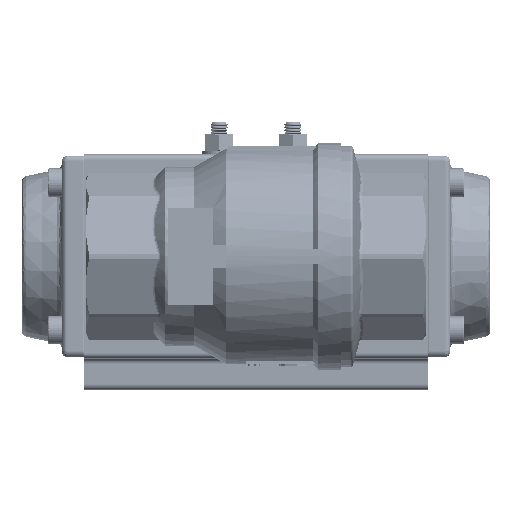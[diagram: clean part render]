
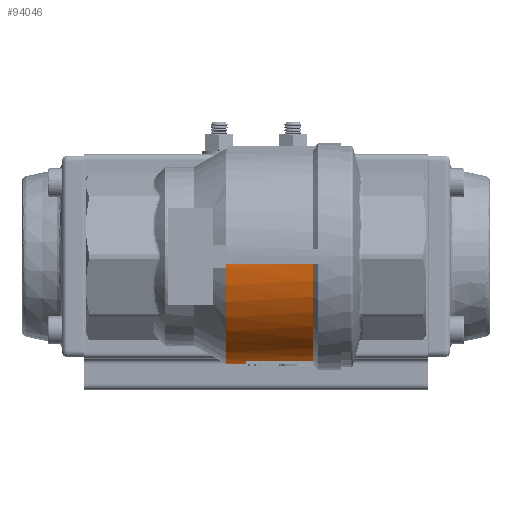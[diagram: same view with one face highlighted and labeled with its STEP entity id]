
A CAD part, front view. The second image highlights one B-rep face of the part: STEP entity #94046.
In plain terms, the highlighted cylindrical face has radius 38 mm (diameter 76 mm), a partial arc.
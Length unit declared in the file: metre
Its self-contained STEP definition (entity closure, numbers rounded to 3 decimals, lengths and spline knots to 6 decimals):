
#2049 = CIRCLE ( 'NONE', #83113, 0.038 ) ;
#2190 = EDGE_CURVE ( 'NONE', #73352, #7602, #39122, .T. ) ;
#3045 = ORIENTED_EDGE ( 'NONE', *, *, #90399, .T. ) ;
#4257 = DIRECTION ( 'NONE',  ( -1., 0., 0. ) ) ;
#4359 = CARTESIAN_POINT ( 'NONE',  ( -0.0035, 0., -0.038 ) ) ;
#7602 = VERTEX_POINT ( 'NONE', #76789 ) ;
#7945 = CARTESIAN_POINT ( 'NONE',  ( 0.016968, 0.037334, -0.007621 ) ) ;
#7997 = CIRCLE ( 'NONE', #96309, 0.038 ) ;
#11183 = ORIENTED_EDGE ( 'NONE', *, *, #2190, .T. ) ;
#12551 = EDGE_CURVE ( 'NONE', #147976, #97414, #113134, .T. ) ;
#13015 = DIRECTION ( 'NONE',  ( -1., 0., 0. ) ) ;
#14275 = VECTOR ( 'NONE', #213743, 1. ) ;
#14475 = ORIENTED_EDGE ( 'NONE', *, *, #129064, .T. ) ;
#16219 = LINE ( 'NONE', #35804, #215456 ) ;
#16817 = EDGE_LOOP ( 'NONE', ( #67321, #11183, #73698, #57609, #38475, #14475, #3045, #137698, #165654, #171999, #79034 ) ) ;
#20726 = CARTESIAN_POINT ( 'NONE',  ( -0.006196, 0.0341, -0.016802 ) ) ;
#21787 = CARTESIAN_POINT ( 'NONE',  ( 0.018312, 0.037918, -0.0025 ) ) ;
#29554 = DIRECTION ( 'NONE',  ( 0., -1., 0. ) ) ;
#34197 = DIRECTION ( 'NONE',  ( 0., -1., 0. ) ) ;
#35804 = CARTESIAN_POINT ( 'NONE',  ( -0.0035, -0.0085, -0.037037 ) ) ;
#37279 = CIRCLE ( 'NONE', #144139, 0.038 ) ;
#37463 = DIRECTION ( 'NONE',  ( 0., -1., 0. ) ) ;
#37609 = DIRECTION ( 'NONE',  ( -1., 0., 0. ) ) ;
#38475 = ORIENTED_EDGE ( 'NONE', *, *, #100711, .T. ) ;
#39122 = LINE ( 'NONE', #21787, #58436 ) ;
#39519 = CARTESIAN_POINT ( 'NONE',  ( -0.0035, 0., 0. ) ) ;
#41266 = FACE_OUTER_BOUND ( 'NONE', #16817, .T. ) ;
#44614 = CARTESIAN_POINT ( 'NONE',  ( -0.010542, 0., 0. ) ) ;
#45537 = EDGE_CURVE ( 'NONE', #7602, #152190, #37279, .T. ) ;
#48865 = VERTEX_POINT ( 'NONE', #157834 ) ;
#52666 = CARTESIAN_POINT ( 'NONE',  ( 0.02, 0., 0. ) ) ;
#57609 = ORIENTED_EDGE ( 'NONE', *, *, #118191, .T. ) ;
#58436 = VECTOR ( 'NONE', #145235, 1. ) ;
#61956 = DIRECTION ( 'NONE',  ( -1., 0., 0. ) ) ;
#67321 = ORIENTED_EDGE ( 'NONE', *, *, #166683, .F. ) ;
#68866 = EDGE_CURVE ( 'NONE', #48865, #75293, #181772, .T. ) ;
#70443 = VECTOR ( 'NONE', #128737, 1. ) ;
#71835 = LINE ( 'NONE', #198743, #14275 ) ;
#73352 = VERTEX_POINT ( 'NONE', #107353 ) ;
#73698 = ORIENTED_EDGE ( 'NONE', *, *, #45537, .T. ) ;
#75293 = VERTEX_POINT ( 'NONE', #193627 ) ;
#76789 = CARTESIAN_POINT ( 'NONE',  ( 0.02, 0.037918, -0.0025 ) ) ;
#79034 = ORIENTED_EDGE ( 'NONE', *, *, #68866, .F. ) ;
#83113 = AXIS2_PLACEMENT_3D ( 'NONE', #128685, #37609, #142589 ) ;
#90399 = EDGE_CURVE ( 'NONE', #116326, #147976, #16219, .T. ) ;
#91656 = DIRECTION ( 'NONE',  ( 1., 0., 0. ) ) ;
#93380 = CARTESIAN_POINT ( 'NONE',  ( 0.012925, 0.035756, -0.013378 ) ) ;
#94046 = ADVANCED_FACE ( 'NONE', ( #41266 ), #95434, .T. ) ;
#94125 = LINE ( 'NONE', #195757, #70443 ) ;
#95434 = CYLINDRICAL_SURFACE ( 'NONE', #139331, 0.038 ) ;
#96309 = AXIS2_PLACEMENT_3D ( 'NONE', #39519, #182548, #180280 ) ;
#97414 = VERTEX_POINT ( 'NONE', #136956 ) ;
#100711 = EDGE_CURVE ( 'NONE', #213069, #124212, #7997, .T. ) ;
#103818 = CARTESIAN_POINT ( 'NONE',  ( 0.02, -0.0085, -0.037037 ) ) ;
#103958 = DIRECTION ( 'NONE',  ( 1., 0., 0. ) ) ;
#105728 = AXIS2_PLACEMENT_3D ( 'NONE', #52666, #176102, #34197 ) ;
#107353 = CARTESIAN_POINT ( 'NONE',  ( 0.018312, 0.037918, -0.0025 ) ) ;
#112997 = CARTESIAN_POINT ( 'NONE',  ( -0.010542, 0.035148, -0.014443 ) ) ;
#113134 = CIRCLE ( 'NONE', #105728, 0.038 ) ;
#116326 = VERTEX_POINT ( 'NONE', #165564 ) ;
#118191 = EDGE_CURVE ( 'NONE', #152190, #213069, #94125, .T. ) ;
#118832 = VERTEX_POINT ( 'NONE', #190611 ) ;
#124212 = VERTEX_POINT ( 'NONE', #4359 ) ;
#126569 = CARTESIAN_POINT ( 'NONE',  ( 0.02, 0., 0. ) ) ;
#128011 = CARTESIAN_POINT ( 'NONE',  ( -0.000937, 0.03356, -0.017821 ) ) ;
#128685 = CARTESIAN_POINT ( 'NONE',  ( -0.0035, 0., 0. ) ) ;
#128737 = DIRECTION ( 'NONE',  ( -1., 0., 0. ) ) ;
#129064 = EDGE_CURVE ( 'NONE', #124212, #116326, #2049, .T. ) ;
#129132 = CARTESIAN_POINT ( 'NONE',  ( 0.006536, 0.033949, -0.017098 ) ) ;
#131398 = CARTESIAN_POINT ( 'NONE',  ( 0.01805, 0.037803, -0.004234 ) ) ;
#131495 = EDGE_CURVE ( 'NONE', #75293, #118832, #204645, .T. ) ;
#136956 = CARTESIAN_POINT ( 'NONE',  ( 0.02, -0.037918, -0.0025 ) ) ;
#137698 = ORIENTED_EDGE ( 'NONE', *, *, #12551, .T. ) ;
#139331 = AXIS2_PLACEMENT_3D ( 'NONE', #160882, #91656, #37463 ) ;
#142589 = DIRECTION ( 'NONE',  ( 0., -1., 0. ) ) ;
#143842 = DIRECTION ( 'NONE',  ( 0., -1., 0. ) ) ;
#144139 = AXIS2_PLACEMENT_3D ( 'NONE', #126569, #4257, #143842 ) ;
#145235 = DIRECTION ( 'NONE',  ( 1., 0., 0. ) ) ;
#145287 = CARTESIAN_POINT ( 'NONE',  ( -0.0035, 0.0085, -0.037037 ) ) ;
#147976 = VERTEX_POINT ( 'NONE', #103818 ) ;
#149280 = AXIS2_PLACEMENT_3D ( 'NONE', #171118, #13015, #187285 ) ;
#152190 = VERTEX_POINT ( 'NONE', #162359 ) ;
#157834 = CARTESIAN_POINT ( 'NONE',  ( -0.010542, 0.035148, -0.014443 ) ) ;
#160168 = EDGE_CURVE ( 'NONE', #97414, #118832, #71835, .T. ) ;
#160882 = CARTESIAN_POINT ( 'NONE',  ( 0.004729, 0., 0. ) ) ;
#162359 = CARTESIAN_POINT ( 'NONE',  ( 0.02, 0.0085, -0.037037 ) ) ;
#162621 = CARTESIAN_POINT ( 'NONE',  ( -0.009239, 0.034796, -0.015301 ) ) ;
#165564 = CARTESIAN_POINT ( 'NONE',  ( -0.0035, -0.0085, -0.037037 ) ) ;
#165654 = ORIENTED_EDGE ( 'NONE', *, *, #160168, .T. ) ;
#166683 = EDGE_CURVE ( 'NONE', #73352, #48865, #166702, .T. ) ;
#166702 = B_SPLINE_CURVE_WITH_KNOTS ( 'NONE', 3,
 ( #179958, #131398, #7945, #93380, #129132, #128011, #20726, #162621, #112997 ),
 .UNSPECIFIED., .F., .F.,
 ( 4, 1, 1, 1, 1, 1, 4 ),
 ( 0., 0.145392, 0.290784, 0.581567, 0.726959, 0.872351, 1. ),
 .UNSPECIFIED. ) ;
#170686 = AXIS2_PLACEMENT_3D ( 'NONE', #44614, #61956, #29554 ) ;
#171118 = CARTESIAN_POINT ( 'NONE',  ( -0.010542, 0., 0. ) ) ;
#171999 = ORIENTED_EDGE ( 'NONE', *, *, #131495, .F. ) ;
#176102 = DIRECTION ( 'NONE',  ( -1., 0., 0. ) ) ;
#179958 = CARTESIAN_POINT ( 'NONE',  ( 0.018312, 0.037918, -0.0025 ) ) ;
#180280 = DIRECTION ( 'NONE',  ( 0., -1., 0. ) ) ;
#181772 = CIRCLE ( 'NONE', #170686, 0.038 ) ;
#182548 = DIRECTION ( 'NONE',  ( -1., 0., 0. ) ) ;
#187285 = DIRECTION ( 'NONE',  ( 0., -1., 0. ) ) ;
#190611 = CARTESIAN_POINT ( 'NONE',  ( -0.010542, -0.037918, -0.0025 ) ) ;
#193627 = CARTESIAN_POINT ( 'NONE',  ( -0.010542, -0.037789, -0.004 ) ) ;
#195757 = CARTESIAN_POINT ( 'NONE',  ( 0.02, 0.0085, -0.037037 ) ) ;
#198743 = CARTESIAN_POINT ( 'NONE',  ( 0.02, -0.037918, -0.0025 ) ) ;
#204645 = CIRCLE ( 'NONE', #149280, 0.038 ) ;
#213069 = VERTEX_POINT ( 'NONE', #145287 ) ;
#213743 = DIRECTION ( 'NONE',  ( -1., 0., 0. ) ) ;
#215456 = VECTOR ( 'NONE', #103958, 1. ) ;
